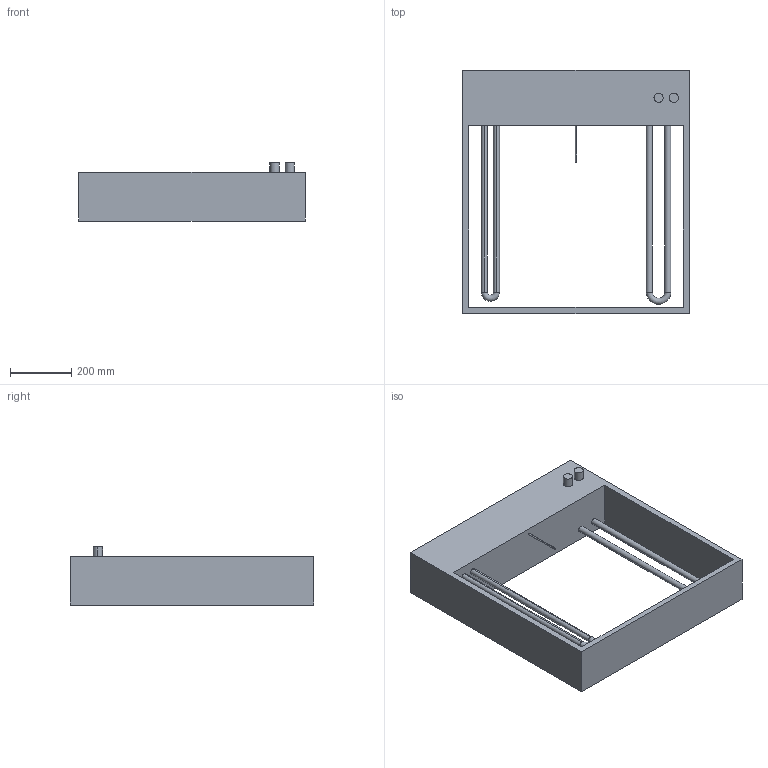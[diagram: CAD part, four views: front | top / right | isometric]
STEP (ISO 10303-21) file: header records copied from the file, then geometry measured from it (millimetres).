
FILE_DESCRIPTION (( 'STEP AP214' ), '1' );
FILE_NAME ('M4555H-V EH-PH.STEP', '2024-09-13T09:00:56', ( '' ), ( '' ), 'SwSTEP 2.0', 'SolidWorks 2023', '' );
FILE_SCHEMA (( 'AUTOMOTIVE_DESIGN' ));
Length unit declared in the file: millimetre
Products named in the file (1): M4555H-V   EH-PH
Bounding box: 740 x 795 x 190 mm (x, y, z)
Volume: 28266982.9 mm3; surface area: 1402326.2 mm2
Topology: 1 solids, 1 shells, 31 faces, 74 edges, 48 vertices
Faces by surface type: cylinder 14, plane 13, torus 4
Entity records: 947 total; most frequent: DIRECTION 174, CARTESIAN_POINT 154, ORIENTED_EDGE 148, EDGE_CURVE 74, AXIS2_PLACEMENT_3D 68, VERTEX_POINT 48, EDGE_LOOP 40, VECTOR 38
